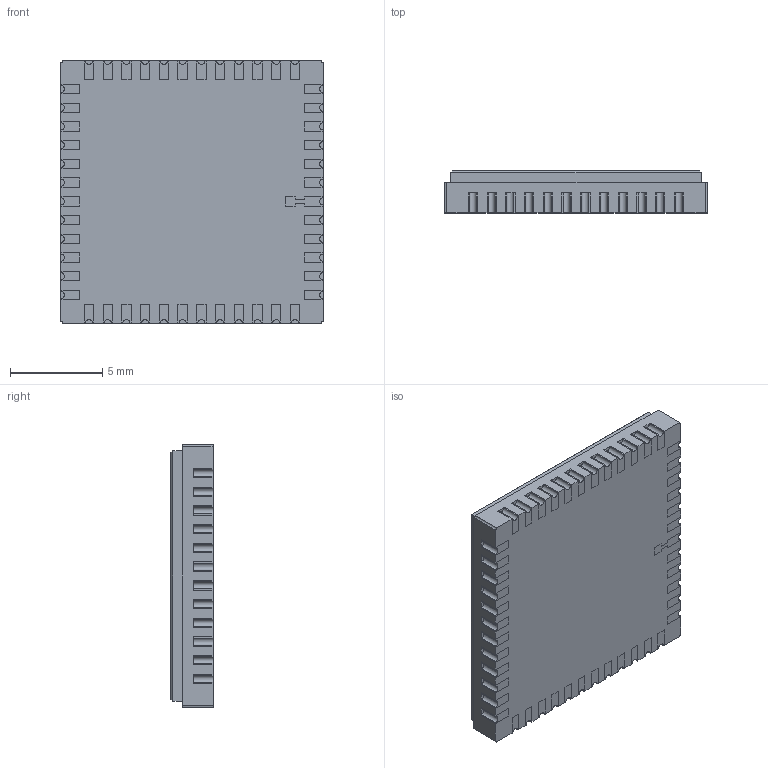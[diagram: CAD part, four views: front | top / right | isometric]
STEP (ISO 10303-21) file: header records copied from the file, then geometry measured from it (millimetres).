
FILE_DESCRIPTION(/* description */ (''),/* implementation_level */ '2;1');
FILE_NAME(/* name */ 'NOIP1FN0300A-QDI.step',/* time_stamp */ '2021-09-05T20:18:53-04:00',/* author */ (''),/* organization */ (''),/* preprocessor_version */ 'ST-DEVELOPER v18.1',/* originating_system */ 'Autodesk Translation Framework v10.10.0.1391',/* authorisation */ '');
FILE_SCHEMA (('AUTOMOTIVE_DESIGN { 1 0 10303 214 3 1 1 }'));
Length unit declared in the file: millimetre
Products named in the file (1): NOIP1FN0300A-QDI
Bounding box: 14.22 x 2.28 x 14.22 mm (x, y, z)
Volume: 360.6 mm3; surface area: 992.1 mm2
Topology: 50 solids, 50 shells, 621 faces, 1556 edges, 1036 vertices
Faces by surface type: plane 569, cylinder 52
Entity records: 18259 total; most frequent: CARTESIAN_POINT 3214, ORIENTED_EDGE 3112, DIRECTION 2904, EDGE_CURVE 1556, LINE 1452, VECTOR 1452, VERTEX_POINT 1036, AXIS2_PLACEMENT_3D 726
